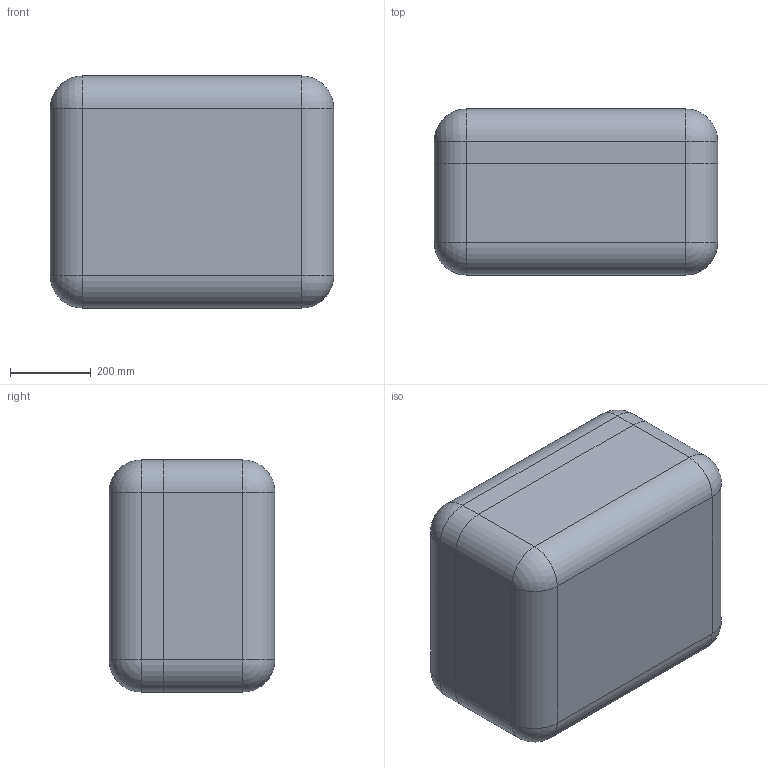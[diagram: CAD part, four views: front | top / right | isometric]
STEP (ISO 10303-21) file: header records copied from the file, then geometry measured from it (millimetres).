
FILE_DESCRIPTION (( 'STEP AP214' ), '1' );
FILE_NAME ('Ñáîðêà_Ê-72(óïð).STEP', '2023-10-11T14:16:41', ( '' ), ( '' ), 'SwSTEP 2.0', 'SolidWorks 2021', '' );
FILE_SCHEMA (( 'AUTOMOTIVE_DESIGN' ));
Length unit declared in the file: millimetre
Products named in the file (3): Ñáîðêà_Ê-72(óïð); ______ _-772.STEP; ______ _-70(___).STEP
Assembly tree (2 placements, depth 2):
  Ñáîðêà_Ê-72(óïð)
    ______ _-772.STEP
    ______ _-70(___).STEP
Bounding box: 704.22 x 412.13 x 576.75 mm (x, y, z)
Volume: 93787626 mm3; surface area: 3012012.7 mm2
Topology: 2 solids, 2 shells, 3335 faces, 8320 edges, 4916 vertices
Faces by surface type: bspline 1217, plane 928, cylinder 849, cone 179, torus 95, sphere 67
Entity records: 143014 total; most frequent: CARTESIAN_POINT 72720, ORIENTED_EDGE 16402, DIRECTION 12323, EDGE_CURVE 8201, VERTEX_POINT 4916, AXIS2_PLACEMENT_3D 4429, LINE 3465, VECTOR 3465
